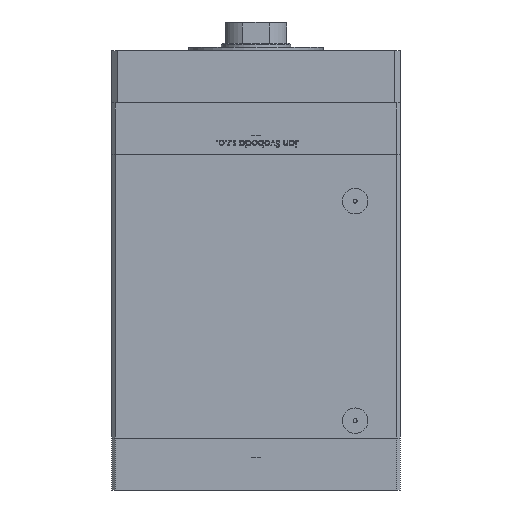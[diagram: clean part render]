
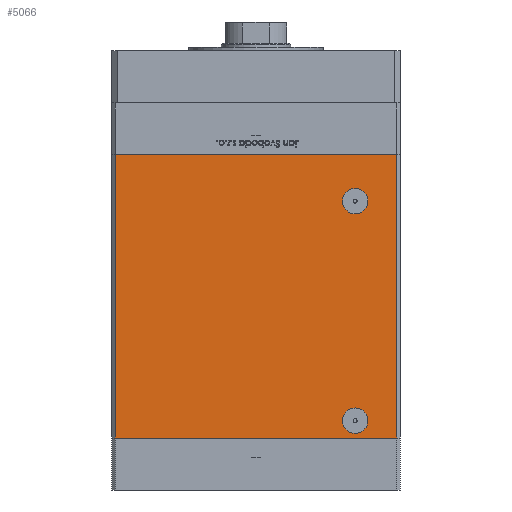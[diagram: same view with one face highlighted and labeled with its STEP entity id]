
A CAD part, front view. The second image highlights one B-rep face of the part: STEP entity #5066.
In plain terms, the highlighted planar face has unit normal (0, -1, 0).
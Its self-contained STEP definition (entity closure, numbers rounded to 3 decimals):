
#61 = ORIENTED_EDGE ( 'NONE', *, *, #35018, .T. ) ;
#336 = ORIENTED_EDGE ( 'NONE', *, *, #33621, .F. ) ;
#1507 = DIRECTION ( 'NONE',  ( 0., 0., 1. ) ) ;
#1673 = DIRECTION ( 'NONE',  ( 0., -1., 0. ) ) ;
#1842 = DIRECTION ( 'NONE',  ( 0., 0., -1. ) ) ;
#2096 = AXIS2_PLACEMENT_3D ( 'NONE', #52190, #18092, #1842 ) ;
#3475 = AXIS2_PLACEMENT_3D ( 'NONE', #23343, #38601, #1507 ) ;
#3609 = AXIS2_PLACEMENT_3D ( 'NONE', #44276, #27214, #10177 ) ;
#3893 = ORIENTED_EDGE ( 'NONE', *, *, #42973, .T. ) ;
#4693 = LINE ( 'NONE', #9019, #31376 ) ;
#5066 = ADVANCED_FACE ( 'NONE', ( #5573, #30465, #6823 ), #14955, .F. ) ;
#5573 = FACE_BOUND ( 'NONE', #10358, .T. ) ;
#6823 = FACE_BOUND ( 'NONE', #16576, .T. ) ;
#6962 = CARTESIAN_POINT ( 'NONE',  ( -73., -62.5, 0. ) ) ;
#6978 = VERTEX_POINT ( 'NONE', #27474 ) ;
#8416 = CARTESIAN_POINT ( 'NONE',  ( 51.5, -62.5, 123. ) ) ;
#9019 = CARTESIAN_POINT ( 'NONE',  ( -73., -62.5, 147. ) ) ;
#9212 = DIRECTION ( 'NONE',  ( 0., 0., -1. ) ) ;
#10177 = DIRECTION ( 'NONE',  ( 0., 0., -1. ) ) ;
#10358 = EDGE_LOOP ( 'NONE', ( #24085, #336 ) ) ;
#10848 = VECTOR ( 'NONE', #27523, 1000. ) ;
#11415 = ORIENTED_EDGE ( 'NONE', *, *, #42557, .T. ) ;
#13545 = CARTESIAN_POINT ( 'NONE',  ( 73., -62.5, 147. ) ) ;
#14716 = EDGE_CURVE ( 'NONE', #21344, #50882, #29513, .T. ) ;
#14901 = CARTESIAN_POINT ( 'NONE',  ( 73., -62.5, 147. ) ) ;
#14955 = PLANE ( 'NONE',  #3475 ) ;
#15623 = CARTESIAN_POINT ( 'NONE',  ( 51.5, -62.5, 129.58 ) ) ;
#16576 = EDGE_LOOP ( 'NONE', ( #50476, #3893 ) ) ;
#18092 = DIRECTION ( 'NONE',  ( 0., -1., 0. ) ) ;
#20314 = VECTOR ( 'NONE', #40426, 1000. ) ;
#21344 = VERTEX_POINT ( 'NONE', #14901 ) ;
#23343 = CARTESIAN_POINT ( 'NONE',  ( -73., -62.5, 147. ) ) ;
#23690 = CIRCLE ( 'NONE', #2096, 6.58 ) ;
#23856 = DIRECTION ( 'NONE',  ( 0., 1., 0. ) ) ;
#24085 = ORIENTED_EDGE ( 'NONE', *, *, #39482, .F. ) ;
#26110 = CARTESIAN_POINT ( 'NONE',  ( 73., -62.5, 0. ) ) ;
#26174 = ORIENTED_EDGE ( 'NONE', *, *, #14716, .F. ) ;
#26497 = EDGE_CURVE ( 'NONE', #50063, #33747, #36512, .T. ) ;
#26750 = VECTOR ( 'NONE', #9212, 1000. ) ;
#27214 = DIRECTION ( 'NONE',  ( 0., 1., 0. ) ) ;
#27474 = CARTESIAN_POINT ( 'NONE',  ( 51.5, -62.5, 15.58 ) ) ;
#27523 = DIRECTION ( 'NONE',  ( 1., 0., 0. ) ) ;
#29513 = LINE ( 'NONE', #13545, #26750 ) ;
#30465 = FACE_OUTER_BOUND ( 'NONE', #42082, .T. ) ;
#30762 = EDGE_CURVE ( 'NONE', #33818, #21344, #4693, .T. ) ;
#31376 = VECTOR ( 'NONE', #33653, 1000. ) ;
#33621 = EDGE_CURVE ( 'NONE', #6978, #52138, #23690, .T. ) ;
#33653 = DIRECTION ( 'NONE',  ( 1., 0., 0. ) ) ;
#33747 = VERTEX_POINT ( 'NONE', #15623 ) ;
#33818 = VERTEX_POINT ( 'NONE', #51266 ) ;
#35018 = EDGE_CURVE ( 'NONE', #33818, #53469, #36647, .T. ) ;
#35393 = LINE ( 'NONE', #6962, #10848 ) ;
#35869 = AXIS2_PLACEMENT_3D ( 'NONE', #42567, #1673, #42826 ) ;
#35951 = AXIS2_PLACEMENT_3D ( 'NONE', #8416, #23856, #44988 ) ;
#36381 = CARTESIAN_POINT ( 'NONE',  ( -73., -62.5, 147. ) ) ;
#36512 = CIRCLE ( 'NONE', #3609, 6.58 ) ;
#36647 = LINE ( 'NONE', #36381, #20314 ) ;
#38601 = DIRECTION ( 'NONE',  ( 0., 1., 0. ) ) ;
#39482 = EDGE_CURVE ( 'NONE', #52138, #6978, #40193, .T. ) ;
#40193 = CIRCLE ( 'NONE', #35869, 6.58 ) ;
#40426 = DIRECTION ( 'NONE',  ( 0., 0., -1. ) ) ;
#40888 = CARTESIAN_POINT ( 'NONE',  ( -73., -62.5, 0. ) ) ;
#41028 = CARTESIAN_POINT ( 'NONE',  ( 51.5, -62.5, 116.42 ) ) ;
#41781 = ORIENTED_EDGE ( 'NONE', *, *, #30762, .F. ) ;
#42082 = EDGE_LOOP ( 'NONE', ( #11415, #26174, #41781, #61 ) ) ;
#42557 = EDGE_CURVE ( 'NONE', #53469, #50882, #35393, .T. ) ;
#42567 = CARTESIAN_POINT ( 'NONE',  ( 51.5, -62.5, 9. ) ) ;
#42826 = DIRECTION ( 'NONE',  ( 0., 0., -1. ) ) ;
#42973 = EDGE_CURVE ( 'NONE', #33747, #50063, #53276, .T. ) ;
#44276 = CARTESIAN_POINT ( 'NONE',  ( 51.5, -62.5, 123. ) ) ;
#44988 = DIRECTION ( 'NONE',  ( 0., 0., -1. ) ) ;
#50063 = VERTEX_POINT ( 'NONE', #41028 ) ;
#50476 = ORIENTED_EDGE ( 'NONE', *, *, #26497, .T. ) ;
#50882 = VERTEX_POINT ( 'NONE', #26110 ) ;
#50975 = CARTESIAN_POINT ( 'NONE',  ( 51.5, -62.5, 2.42 ) ) ;
#51266 = CARTESIAN_POINT ( 'NONE',  ( -73., -62.5, 147. ) ) ;
#52138 = VERTEX_POINT ( 'NONE', #50975 ) ;
#52190 = CARTESIAN_POINT ( 'NONE',  ( 51.5, -62.5, 9. ) ) ;
#53276 = CIRCLE ( 'NONE', #35951, 6.58 ) ;
#53469 = VERTEX_POINT ( 'NONE', #40888 ) ;
